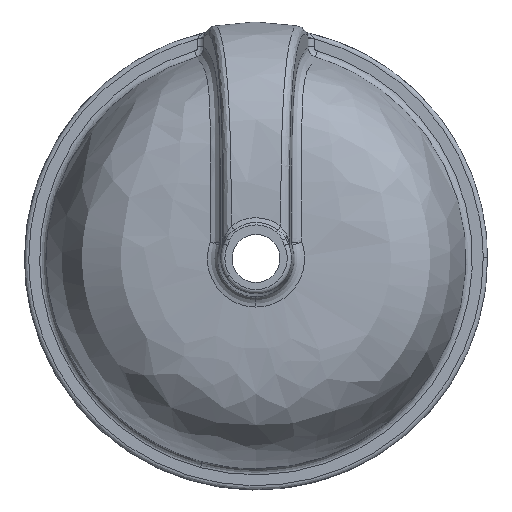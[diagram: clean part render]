
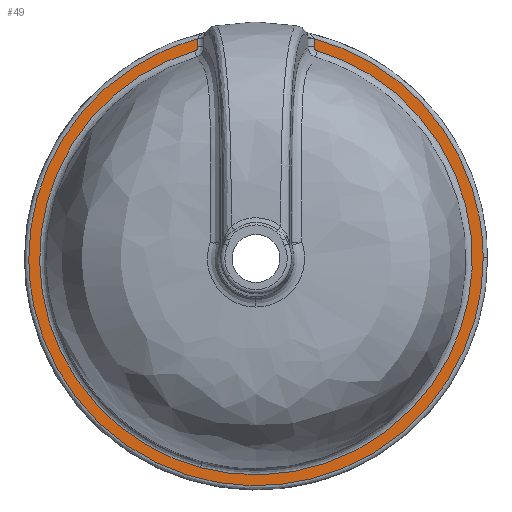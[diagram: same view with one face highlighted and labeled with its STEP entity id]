
A CAD part, front view. The second image highlights one B-rep face of the part: STEP entity #49.
In plain terms, the highlighted planar face has unit normal (0, -1, 0).
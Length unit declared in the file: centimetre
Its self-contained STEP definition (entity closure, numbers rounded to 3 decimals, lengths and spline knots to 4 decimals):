
#49=ADVANCED_FACE('',(#137),#1315,.T.);
#137=FACE_OUTER_BOUND('',#222,.T.);
#222=EDGE_LOOP('',(#450,#451,#452,#453,#454,#455,#456,#457,#458));
#450=ORIENTED_EDGE('',*,*,#772,.F.);
#451=ORIENTED_EDGE('',*,*,#773,.F.);
#452=ORIENTED_EDGE('',*,*,#768,.F.);
#453=ORIENTED_EDGE('',*,*,#774,.F.);
#454=ORIENTED_EDGE('',*,*,#775,.F.);
#455=ORIENTED_EDGE('',*,*,#776,.F.);
#456=ORIENTED_EDGE('',*,*,#777,.F.);
#457=ORIENTED_EDGE('',*,*,#778,.T.);
#458=ORIENTED_EDGE('',*,*,#771,.T.);
#768=EDGE_CURVE('',#1170,#1171,#1007,.T.);
#771=EDGE_CURVE('',#1133,#1129,#952,.T.);
#772=EDGE_CURVE('',#1172,#1129,#1009,.T.);
#773=EDGE_CURVE('',#1171,#1172,#1010,.T.);
#774=EDGE_CURVE('',#1173,#1170,#953,.T.);
#775=EDGE_CURVE('',#1174,#1173,#954,.T.);
#776=EDGE_CURVE('',#1175,#1174,#1011,.T.);
#777=EDGE_CURVE('',#1134,#1175,#1012,.T.);
#778=EDGE_CURVE('',#1134,#1133,#955,.T.);
#952=B_SPLINE_CURVE_WITH_KNOTS('',1,(#7424,#7425),.UNSPECIFIED.,.F.,.F.,
(2,2),(0.,1.),.UNSPECIFIED.);
#953=B_SPLINE_CURVE_WITH_KNOTS('',1,(#7434,#7435),.UNSPECIFIED.,.F.,.F.,
(2,2),(-1.,0.),.UNSPECIFIED.);
#954=B_SPLINE_CURVE_WITH_KNOTS('',3,(#7436,#7437,#7438,#7439,#7440),
 .UNSPECIFIED.,.F.,.F.,(4,1,4),(0.,2.5084,5.0188),
 .UNSPECIFIED.);
#955=B_SPLINE_CURVE_WITH_KNOTS('',3,(#7451,#7452,#7453,#7454,#7455),
 .UNSPECIFIED.,.F.,.F.,(4,1,4),(-5.0188,-2.5105,0.),
 .UNSPECIFIED.);
#1007=(
BOUNDED_CURVE()
B_SPLINE_CURVE(2,(#7414,#7415,#7416),.UNSPECIFIED.,.F.,.F.)
B_SPLINE_CURVE_WITH_KNOTS((3,3),(0.,275.743),.UNSPECIFIED.)
CURVE()
GEOMETRIC_REPRESENTATION_ITEM()
RATIONAL_B_SPLINE_CURVE((1.,0.794,1.))
REPRESENTATION_ITEM('')
);
#1009=(
BOUNDED_CURVE()
B_SPLINE_CURVE(2,(#7426,#7427,#7428),.UNSPECIFIED.,.F.,.F.)
B_SPLINE_CURVE_WITH_KNOTS((3,3),(-277.856,0.),.UNSPECIFIED.)
CURVE()
GEOMETRIC_REPRESENTATION_ITEM()
RATIONAL_B_SPLINE_CURVE((1.,0.791,1.))
REPRESENTATION_ITEM('')
);
#1010=(
BOUNDED_CURVE()
B_SPLINE_CURVE(2,(#7429,#7430,#7431,#7432,#7433),.UNSPECIFIED.,.F.,.F.)
B_SPLINE_CURVE_WITH_KNOTS((3,2,3),(-662.876,-331.438,
0.),.UNSPECIFIED.)
CURVE()
GEOMETRIC_REPRESENTATION_ITEM()
RATIONAL_B_SPLINE_CURVE((1.,0.707,1.,0.707,1.))
REPRESENTATION_ITEM('')
);
#1011=(
BOUNDED_CURVE()
B_SPLINE_CURVE(2,(#7441,#7442,#7443,#7444,#7445),.UNSPECIFIED.,.F.,.F.)
B_SPLINE_CURVE_WITH_KNOTS((3,2,3),(-625.6507,-312.8254,
0.),.UNSPECIFIED.)
CURVE()
GEOMETRIC_REPRESENTATION_ITEM()
RATIONAL_B_SPLINE_CURVE((1.,0.712,1.,0.712,1.))
REPRESENTATION_ITEM('')
);
#1012=(
BOUNDED_CURVE()
B_SPLINE_CURVE(2,(#7446,#7447,#7448,#7449,#7450),.UNSPECIFIED.,.F.,.F.)
B_SPLINE_CURVE_WITH_KNOTS((3,2,3),(-521.3885,-260.6943,
0.),.UNSPECIFIED.)
CURVE()
GEOMETRIC_REPRESENTATION_ITEM()
RATIONAL_B_SPLINE_CURVE((1.,0.797,1.,0.797,1.))
REPRESENTATION_ITEM('')
);
#1129=VERTEX_POINT('',#6494);
#1133=VERTEX_POINT('',#6498);
#1134=VERTEX_POINT('',#6499);
#1170=VERTEX_POINT('',#6535);
#1171=VERTEX_POINT('',#6536);
#1172=VERTEX_POINT('',#6537);
#1173=VERTEX_POINT('',#6538);
#1174=VERTEX_POINT('',#6539);
#1175=VERTEX_POINT('',#6540);
#1315=PLANE('',#1344);
#1344=AXIS2_PLACEMENT_3D('',#3437,#1356,$);
#1356=DIRECTION('',(0.,-1.,0.));
#3437=CARTESIAN_POINT('',(-211.8246,-14.,203.9751));
#6494=CARTESIAN_POINT('',(-54.0299,-14.,203.9651));
#6498=CARTESIAN_POINT('',(-54.0299,-14.,196.5102));
#6499=CARTESIAN_POINT('',(-56.8774,-14.,192.6936));
#6535=CARTESIAN_POINT('',(54.0299,-14.,203.9651));
#6536=CARTESIAN_POINT('',(210.9974,-14.,1.0565));
#6537=CARTESIAN_POINT('',(-210.9974,-14.,-1.0565));
#6538=CARTESIAN_POINT('',(54.0299,-14.,196.5102));
#6539=CARTESIAN_POINT('',(56.8774,-14.,192.6936));
#6540=CARTESIAN_POINT('',(-51.5481,-14.,-194.1872));
#7414=CARTESIAN_POINT('',(54.0299,-14.,203.9651));
#7415=CARTESIAN_POINT('',(210.1885,-14.,162.599));
#7416=CARTESIAN_POINT('',(210.9974,-14.,1.0565));
#7424=CARTESIAN_POINT('',(-54.0299,-14.,196.5102));
#7425=CARTESIAN_POINT('',(-54.0299,-14.,203.9651));
#7426=CARTESIAN_POINT('',(-210.9974,-14.,-1.0565));
#7427=CARTESIAN_POINT('',(-211.8146,-14.,162.1683));
#7428=CARTESIAN_POINT('',(-54.0299,-14.,203.9651));
#7429=CARTESIAN_POINT('',(210.9974,-14.,1.0565));
#7430=CARTESIAN_POINT('',(212.0538,-14.,-209.9409));
#7431=CARTESIAN_POINT('',(1.0565,-14.,-210.9974));
#7432=CARTESIAN_POINT('',(-209.9409,-14.,-212.0538));
#7433=CARTESIAN_POINT('',(-210.9974,-14.,-1.0565));
#7434=CARTESIAN_POINT('',(54.0299,-14.,196.5102));
#7435=CARTESIAN_POINT('',(54.0299,-14.,203.9651));
#7436=CARTESIAN_POINT('',(56.8774,-14.,192.6936));
#7437=CARTESIAN_POINT('',(56.0756,-14.,192.9305));
#7438=CARTESIAN_POINT('',(54.5843,-14.,193.9531));
#7439=CARTESIAN_POINT('',(54.0298,-14.,195.6734));
#7440=CARTESIAN_POINT('',(54.0299,-14.,196.5102));
#7441=CARTESIAN_POINT('',(-51.5481,-14.,-194.1872));
#7442=CARTESIAN_POINT('',(139.9826,-14.,-245.0301));
#7443=CARTESIAN_POINT('',(193.4588,-14.,-54.2179));
#7444=CARTESIAN_POINT('',(246.935,-14.,136.5943));
#7445=CARTESIAN_POINT('',(56.8774,-14.,192.6936));
#7446=CARTESIAN_POINT('',(-56.8774,-14.,192.6936));
#7447=CARTESIAN_POINT('',(-202.9919,-14.,149.565));
#7448=CARTESIAN_POINT('',(-200.8935,-14.,-2.7673));
#7449=CARTESIAN_POINT('',(-198.7952,-14.,-155.0996));
#7450=CARTESIAN_POINT('',(-51.5481,-14.,-194.1872));
#7451=CARTESIAN_POINT('',(-56.8774,-14.,192.6936));
#7452=CARTESIAN_POINT('',(-56.0756,-14.,192.9305));
#7453=CARTESIAN_POINT('',(-54.5843,-14.,193.9531));
#7454=CARTESIAN_POINT('',(-54.0298,-14.,195.6734));
#7455=CARTESIAN_POINT('',(-54.0299,-14.,196.5102));
